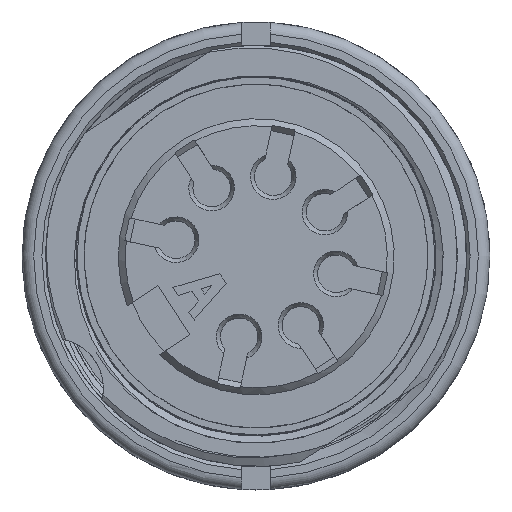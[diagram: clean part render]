
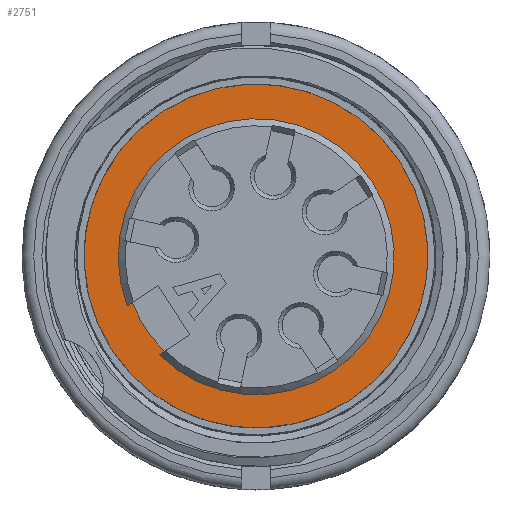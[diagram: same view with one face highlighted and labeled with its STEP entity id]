
A CAD part, front view. The second image highlights one B-rep face of the part: STEP entity #2751.
In plain terms, the highlighted planar face has unit normal (0, -1, 0).
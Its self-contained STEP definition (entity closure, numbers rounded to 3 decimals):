
#1735=FACE_BOUND('',#3760,.T.);
#1736=FACE_BOUND('',#3761,.T.);
#2082=CIRCLE('',#9948,5.9);
#2127=CIRCLE('',#10086,7.35);
#2128=CIRCLE('',#10087,5.65);
#2751=ADVANCED_FACE('',(#1735,#1736),#3155,.T.);
#3155=PLANE('',#10088);
#3760=EDGE_LOOP('',(#4706));
#3761=EDGE_LOOP('',(#4707,#4708,#4709,#4710));
#4706=ORIENTED_EDGE('',*,*,#7747,.T.);
#4707=ORIENTED_EDGE('',*,*,#7522,.F.);
#4708=ORIENTED_EDGE('',*,*,#7510,.T.);
#4709=ORIENTED_EDGE('',*,*,#7748,.T.);
#4710=ORIENTED_EDGE('',*,*,#7516,.T.);
#6668=VERTEX_POINT('',#12414);
#6669=VERTEX_POINT('',#12415);
#6673=VERTEX_POINT('',#12429);
#6674=VERTEX_POINT('',#12430);
#6826=VERTEX_POINT('',#13085);
#7510=EDGE_CURVE('',#6668,#6669,#8726,.T.);
#7516=EDGE_CURVE('',#6673,#6674,#8731,.T.);
#7522=EDGE_CURVE('',#6668,#6674,#2082,.T.);
#7747=EDGE_CURVE('',#6826,#6826,#2127,.T.);
#7748=EDGE_CURVE('',#6669,#6673,#2128,.T.);
#8726=LINE('',#12413,#9337);
#8731=LINE('',#12428,#9342);
#9337=VECTOR('',#10568,1.);
#9342=VECTOR('',#10575,1.);
#9948=AXIS2_PLACEMENT_3D('',#12443,#10582,#10583);
#10086=AXIS2_PLACEMENT_3D('',#13084,#10989,#10990);
#10087=AXIS2_PLACEMENT_3D('',#13086,#10991,#10992);
#10088=AXIS2_PLACEMENT_3D('',#13087,#10993,#10994);
#10568=DIRECTION('',(0.839,0.,0.545));
#10575=DIRECTION('',(-0.839,0.,-0.545));
#10582=DIRECTION('',(0.,-1.,0.));
#10583=DIRECTION('',(0.,0.,-1.));
#10989=DIRECTION('',(0.,-1.,0.));
#10990=DIRECTION('',(0.547,0.,-0.837));
#10991=DIRECTION('',(0.,1.,0.));
#10992=DIRECTION('',(0.547,0.,-0.837));
#10993=DIRECTION('',(0.,-1.,0.));
#10994=DIRECTION('',(0.837,0.,0.547));
#12413=CARTESIAN_POINT('',(-2.236,-17.756,-3.369));
#12414=CARTESIAN_POINT('',(-3.549,-17.756,-4.222));
#12415=CARTESIAN_POINT('',(-3.32,-17.756,-4.073));
#12428=CARTESIAN_POINT('',(-6.028,-17.756,-2.851));
#12429=CARTESIAN_POINT('',(-4.694,-17.756,-1.984));
#12430=CARTESIAN_POINT('',(-4.911,-17.756,-2.125));
#12443=CARTESIAN_POINT('',(0.606,-17.756,-0.033));
#13084=CARTESIAN_POINT('',(0.596,-17.756,0.));
#13085=CARTESIAN_POINT('',(4.616,-17.756,-6.153));
#13086=CARTESIAN_POINT('',(0.596,-17.756,0.));
#13087=CARTESIAN_POINT('',(0.596,-17.756,0.));
